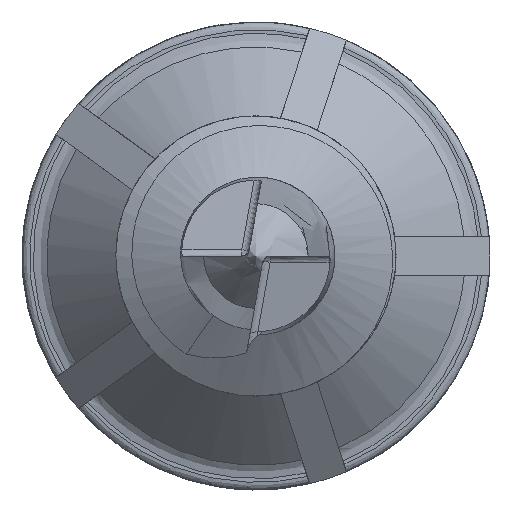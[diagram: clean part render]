
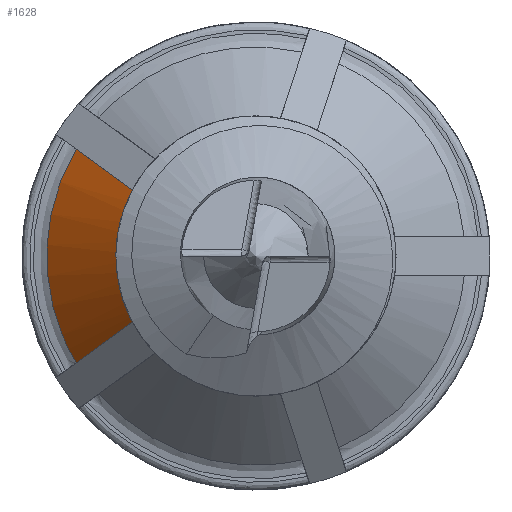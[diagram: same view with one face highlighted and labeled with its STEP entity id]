
A CAD part, front view. The second image highlights one B-rep face of the part: STEP entity #1628.
In plain terms, the highlighted free-form (B-spline) face has degree [2, 1] with [3, 2] control points.
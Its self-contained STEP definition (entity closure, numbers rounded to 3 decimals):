
#951 = VERTEX_POINT('',#952);
#952 = CARTESIAN_POINT('',(-4.571,48.341,
    -2.716));
#970 = VERTEX_POINT('',#971);
#971 = CARTESIAN_POINT('',(-4.571,48.341,
    2.716));
#978 = EDGE_CURVE('',#970,#951,#979,.T.);
#979 = ( BOUNDED_CURVE() B_SPLINE_CURVE(2,(#980,#981,#982),
.UNSPECIFIED.,.F.,.F.) B_SPLINE_CURVE_WITH_KNOTS((3,3),(1.035,
2.107),.PIECEWISE_BEZIER_KNOTS.) CURVE() 
GEOMETRIC_REPRESENTATION_ITEM() RATIONAL_B_SPLINE_CURVE((1.,
0.86,1.)) REPRESENTATION_ITEM('') );
#980 = CARTESIAN_POINT('',(-4.571,48.341,
    2.716));
#981 = CARTESIAN_POINT('',(-6.185,48.341,
    0.));
#982 = CARTESIAN_POINT('',(-4.571,48.341,
    -2.716));
#1628 = ADVANCED_FACE('',(#1629),#1656,.T.);
#1629 = FACE_BOUND('',#1630,.T.);
#1630 = EDGE_LOOP('',(#1631,#1640,#1641,#1650));
#1631 = ORIENTED_EDGE('',*,*,#1632,.F.);
#1632 = EDGE_CURVE('',#970,#1633,#1635,.T.);
#1633 = VERTEX_POINT('',#1634);
#1634 = CARTESIAN_POINT('',(-2.388,45.665,
    1.129));
#1635 = B_SPLINE_CURVE_WITH_KNOTS('',3,(#1636,#1637,#1638,#1639),
  .UNSPECIFIED.,.F.,.F.,(4,4),(0.011,0.014),
  .PIECEWISE_BEZIER_KNOTS.);
#1636 = CARTESIAN_POINT('',(-4.571,48.341,
    2.716));
#1637 = CARTESIAN_POINT('',(-3.845,47.447,
    2.188));
#1638 = CARTESIAN_POINT('',(-3.119,46.553,
    1.66));
#1639 = CARTESIAN_POINT('',(-2.388,45.665,
    1.129));
#1640 = ORIENTED_EDGE('',*,*,#978,.T.);
#1641 = ORIENTED_EDGE('',*,*,#1642,.T.);
#1642 = EDGE_CURVE('',#951,#1643,#1645,.T.);
#1643 = VERTEX_POINT('',#1644);
#1644 = CARTESIAN_POINT('',(-2.388,45.665,
    -1.129));
#1645 = B_SPLINE_CURVE_WITH_KNOTS('',3,(#1646,#1647,#1648,#1649),
  .UNSPECIFIED.,.F.,.F.,(4,4),(0.012,0.016),
  .PIECEWISE_BEZIER_KNOTS.);
#1646 = CARTESIAN_POINT('',(-4.571,48.341,
    -2.716));
#1647 = CARTESIAN_POINT('',(-3.845,47.447,
    -2.188));
#1648 = CARTESIAN_POINT('',(-3.119,46.553,
    -1.66));
#1649 = CARTESIAN_POINT('',(-2.388,45.665,
    -1.129));
#1650 = ORIENTED_EDGE('',*,*,#1651,.T.);
#1651 = EDGE_CURVE('',#1643,#1633,#1652,.T.);
#1652 = ( BOUNDED_CURVE() B_SPLINE_CURVE(2,(#1653,#1654,#1655),
.UNSPECIFIED.,.F.,.F.) B_SPLINE_CURVE_WITH_KNOTS((3,3),(4.271,
5.154),.PIECEWISE_BEZIER_KNOTS.) CURVE() 
GEOMETRIC_REPRESENTATION_ITEM() RATIONAL_B_SPLINE_CURVE((1.,
0.904,1.)) REPRESENTATION_ITEM('') );
#1653 = CARTESIAN_POINT('',(-2.388,45.665,
    -1.129));
#1654 = CARTESIAN_POINT('',(-2.922,45.665,
    0.));
#1655 = CARTESIAN_POINT('',(-2.388,45.665,
    1.129));
#1656 = ( BOUNDED_SURFACE() B_SPLINE_SURFACE(2,1,(
    (#1657,#1658)
    ,(#1659,#1660)
    ,(#1661,#1662
)),.UNSPECIFIED.,.F.,.F.,.F.) B_SPLINE_SURFACE_WITH_KNOTS((3,3),(2,2),(
    4.176,5.248),(0.207,4.071),
.PIECEWISE_BEZIER_KNOTS.) GEOMETRIC_REPRESENTATION_ITEM() 
RATIONAL_B_SPLINE_SURFACE((
    (1.,1.)
    ,(0.86,0.86)
,(1.,1.))) REPRESENTATION_ITEM('') SURFACE() );
#1657 = CARTESIAN_POINT('',(-2.271,45.665,
    -1.349));
#1658 = CARTESIAN_POINT('',(-4.571,48.341,
    -2.716));
#1659 = CARTESIAN_POINT('',(-3.072,45.665,
    0.));
#1660 = CARTESIAN_POINT('',(-6.185,48.341,
    0.));
#1661 = CARTESIAN_POINT('',(-2.271,45.665,
    1.349));
#1662 = CARTESIAN_POINT('',(-4.571,48.341,
    2.716));
